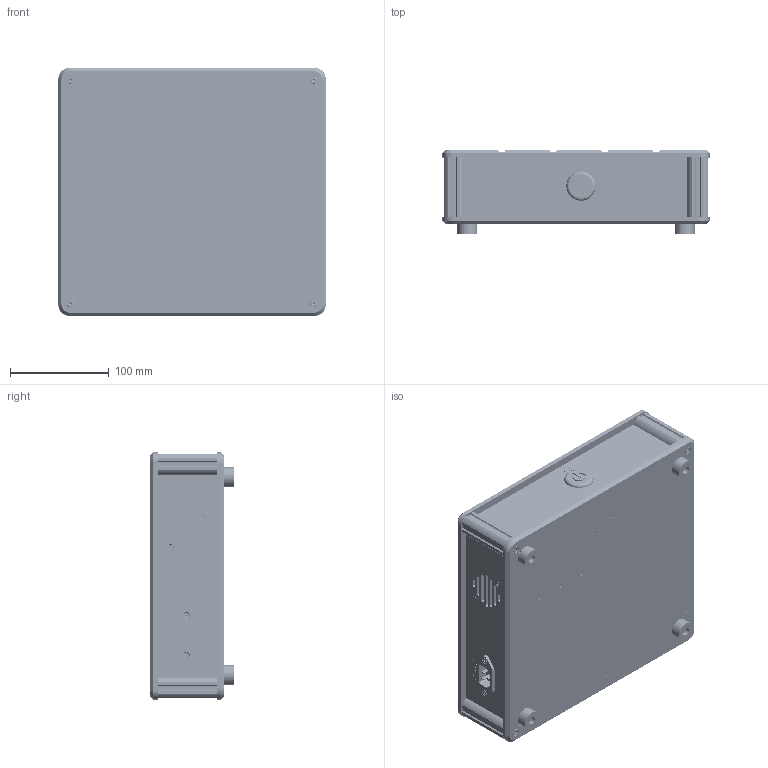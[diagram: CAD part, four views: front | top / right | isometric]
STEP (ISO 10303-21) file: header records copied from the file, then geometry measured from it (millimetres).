
FILE_DESCRIPTION (( 'STEP AP203' ), '1' );
FILE_NAME ('528264.STEP', '2024-01-03T05:43:50', ( 'Windows User' ), ( 'P R C' ), 'SwSTEP 2.0', 'SolidWorks 2020', '' );
FILE_SCHEMA (( 'CONFIG_CONTROL_DESIGN' ));
Products named in the file (1): 528264
Bounding box: 270 x 84.5 x 250 mm (x, y, z)
Volume: 2658858.9 mm3; surface area: 762155.3 mm2
Topology: 93 solids, 99 shells, 5842 faces, 14511 edges, 9290 vertices
Faces by surface type: plane 3377, cylinder 1401, bspline 729, cone 311, torus 24
Full cylindrical faces by diameter (mm): 1 x66, 1.1 x66, 1.5 x66, 2.05 x16, 2.459 x2, 2.5 x77, 3 x34, 3.2 x18, 3.3 x14, 3.4 x9, 3.5 x14, 4 x10, 4.5 x12, 4.75 x6, 5.5 x18, 5.54 x4, 6.4 x3, 7 x8, 8 x8, 20 x4, 22 x1, 22.5 x1
Entity records: 199892 total; most frequent: CARTESIAN_POINT 68475, ORIENTED_EDGE 27144, DIRECTION 25083, EDGE_CURVE 13572, VERTEX_POINT 9090, VECTOR 8645, LINE 8645, AXIS2_PLACEMENT_3D 8219
